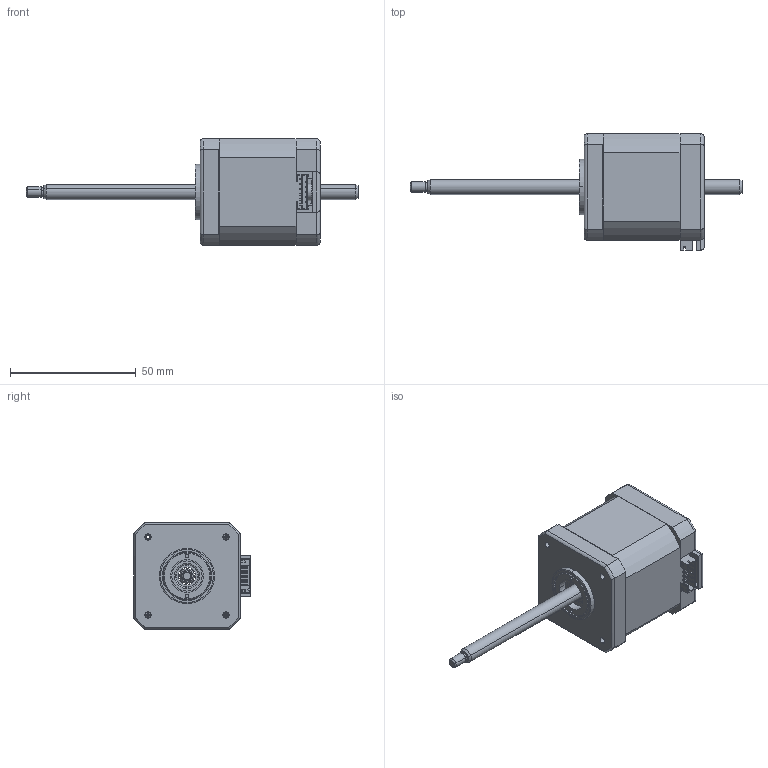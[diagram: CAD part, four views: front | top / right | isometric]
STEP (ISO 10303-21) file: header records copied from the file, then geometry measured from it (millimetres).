
FILE_DESCRIPTION (( 'STEP AP203' ), '1' );
FILE_NAME ('LN176S-E06127-125-S-200.STEP', '2019-04-14T09:16:47', ( 'Sky123.Org' ), ( 'Sky123.Org' ), 'SwSTEP 2.0', 'SolidWorks 2014', '' );
FILE_SCHEMA (( 'CONFIG_CONTROL_DESIGN' ));
Length unit declared in the file: millimetre
Products named in the file (1): LN176S-E06127-125-S-200
Bounding box: 132 x 46.2 x 42.2 mm (x, y, z)
Surface area: 19410.9 mm2 (no closed solid volume)
Topology: 0 solids, 16 shells, 302 faces, 960 edges, 668 vertices
Faces by surface type: plane 164, cylinder 70, cone 46, torus 14, sphere 8
Entity records: 11235 total; most frequent: CARTESIAN_POINT 2783, DIRECTION 1688, ORIENTED_EDGE 1649, EDGE_CURVE 960, VERTEX_POINT 668, VECTOR 574, LINE 574, AXIS2_PLACEMENT_3D 557
